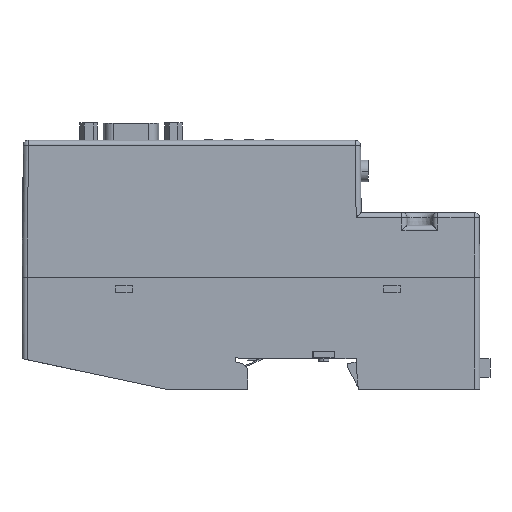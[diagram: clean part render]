
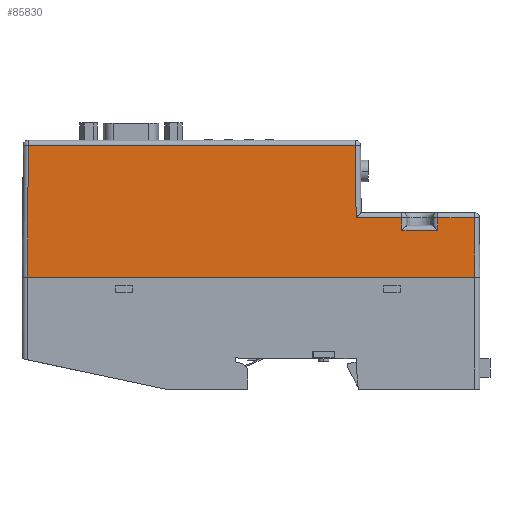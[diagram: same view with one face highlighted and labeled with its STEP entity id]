
A CAD part, left-side view. The second image highlights one B-rep face of the part: STEP entity #85830.
In plain terms, the highlighted face is planar.
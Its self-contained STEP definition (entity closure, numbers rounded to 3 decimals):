
#1198 = DIRECTION ( 'NONE',  ( 0.009, 1., -0.009 ) ) ;
#2039 = CARTESIAN_POINT ( 'NONE',  ( -38.262, 46.793, 88.267 ) ) ;
#2813 = CARTESIAN_POINT ( 'NONE',  ( -38.042, 71.893, -32.481 ) ) ;
#3573 = DIRECTION ( 'NONE',  ( 0., 0., -1. ) ) ;
#3729 = EDGE_CURVE ( 'NONE', #65697, #48388, #17733, .T. ) ;
#7025 = ORIENTED_EDGE ( 'NONE', *, *, #59038, .T. ) ;
#8183 = CARTESIAN_POINT ( 'NONE',  ( -38.228, 50.593, 99.026 ) ) ;
#10708 = VECTOR ( 'NONE', #90704, 1000. ) ;
#11003 = CARTESIAN_POINT ( 'NONE',  ( -38.228, 50.593, 88.3 ) ) ;
#12739 = ORIENTED_EDGE ( 'NONE', *, *, #96241, .T. ) ;
#14763 = ORIENTED_EDGE ( 'NONE', *, *, #90420, .T. ) ;
#15571 = DIRECTION ( 'NONE',  ( 0., 0., -1. ) ) ;
#16177 = LINE ( 'NONE', #90695, #70670 ) ;
#16991 = DIRECTION ( 'NONE',  ( 0., 0., -1. ) ) ;
#17122 = DIRECTION ( 'NONE',  ( 0.009, 1., -0.009 ) ) ;
#17733 = LINE ( 'NONE', #42970, #105453 ) ;
#17879 = PLANE ( 'NONE',  #76750 ) ;
#18198 = LINE ( 'NONE', #52955, #118357 ) ;
#19658 = CARTESIAN_POINT ( 'NONE',  ( -38.416, 29.089, -46.02 ) ) ;
#21597 = CARTESIAN_POINT ( 'NONE',  ( -38.228, 50.593, 88.3 ) ) ;
#21649 = VERTEX_POINT ( 'NONE', #74801 ) ;
#21920 = VECTOR ( 'NONE', #65279, 1000. ) ;
#22923 = VECTOR ( 'NONE', #28542, 1000. ) ;
#23957 = CARTESIAN_POINT ( 'NONE',  ( -38.262, 46.793, 77.693 ) ) ;
#28542 = DIRECTION ( 'NONE',  ( -0.009, -1., -0.009 ) ) ;
#30013 = DIRECTION ( 'NONE',  ( 0., 0., 1. ) ) ;
#33320 = EDGE_CURVE ( 'NONE', #61100, #21649, #34831, .T. ) ;
#34102 = VERTEX_POINT ( 'NONE', #44512 ) ;
#34831 = LINE ( 'NONE', #71461, #10708 ) ;
#34846 = VERTEX_POINT ( 'NONE', #2039 ) ;
#37338 = CARTESIAN_POINT ( 'NONE',  ( -38.228, 50.593, 64.179 ) ) ;
#37391 = LINE ( 'NONE', #105841, #52853 ) ;
#38300 = CARTESIAN_POINT ( 'NONE',  ( -38.042, 71.893, 63.993 ) ) ;
#38995 = ORIENTED_EDGE ( 'NONE', *, *, #69240, .T. ) ;
#39744 = LINE ( 'NONE', #76379, #77464 ) ;
#42806 = VECTOR ( 'NONE', #1198, 1000. ) ;
#42970 = CARTESIAN_POINT ( 'NONE',  ( -38.228, 50.593, 64.179 ) ) ;
#44512 = CARTESIAN_POINT ( 'NONE',  ( -38.228, 50.593, 99.026 ) ) ;
#44856 = DIRECTION ( 'NONE',  ( 0., 0., 1. ) ) ;
#48388 = VERTEX_POINT ( 'NONE', #38300 ) ;
#52830 = VERTEX_POINT ( 'NONE', #80105 ) ;
#52853 = VECTOR ( 'NONE', #3573, 1000. ) ;
#52955 = CARTESIAN_POINT ( 'NONE',  ( -38.228, 50.593, 77.66 ) ) ;
#56481 = VERTEX_POINT ( 'NONE', #89894 ) ;
#57198 = EDGE_LOOP ( 'NONE', ( #71848, #66765, #38995, #90997, #14763, #7025, #89397, #63546, #66802, #12739 ) ) ;
#59038 = EDGE_CURVE ( 'NONE', #101116, #52830, #68367, .T. ) ;
#61100 = VERTEX_POINT ( 'NONE', #105003 ) ;
#63546 = ORIENTED_EDGE ( 'NONE', *, *, #3729, .T. ) ;
#65279 = DIRECTION ( 'NONE',  ( -0.009, -1., 0.009 ) ) ;
#65697 = VERTEX_POINT ( 'NONE', #37338 ) ;
#66765 = ORIENTED_EDGE ( 'NONE', *, *, #102504, .F. ) ;
#66802 = ORIENTED_EDGE ( 'NONE', *, *, #85498, .F. ) ;
#68367 = LINE ( 'NONE', #23957, #42806 ) ;
#68368 = LINE ( 'NONE', #2813, #88252 ) ;
#69240 = EDGE_CURVE ( 'NONE', #34102, #91268, #16177, .T. ) ;
#70670 = VECTOR ( 'NONE', #15571, 1000. ) ;
#71461 = CARTESIAN_POINT ( 'NONE',  ( -38.382, 32.98, -32.82 ) ) ;
#71848 = ORIENTED_EDGE ( 'NONE', *, *, #33320, .T. ) ;
#72540 = FACE_OUTER_BOUND ( 'NONE', #57198, .T. ) ;
#73587 = LINE ( 'NONE', #11003, #22923 ) ;
#74801 = CARTESIAN_POINT ( 'NONE',  ( -38.382, 32.98, 99.18 ) ) ;
#76379 = CARTESIAN_POINT ( 'NONE',  ( -38.042, 71.893, -32.481 ) ) ;
#76750 = AXIS2_PLACEMENT_3D ( 'NONE', #19658, #91174, #44856 ) ;
#77464 = VECTOR ( 'NONE', #112982, 1000. ) ;
#80105 = CARTESIAN_POINT ( 'NONE',  ( -38.228, 50.593, 77.66 ) ) ;
#85498 = EDGE_CURVE ( 'NONE', #56481, #48388, #68368, .T. ) ;
#85830 = ADVANCED_FACE ( 'NONE', ( #72540 ), #17879, .T. ) ;
#88252 = VECTOR ( 'NONE', #30013, 1000. ) ;
#89397 = ORIENTED_EDGE ( 'NONE', *, *, #90946, .T. ) ;
#89894 = CARTESIAN_POINT ( 'NONE',  ( -38.042, 71.893, -32.481 ) ) ;
#90420 = EDGE_CURVE ( 'NONE', #34846, #101116, #37391, .T. ) ;
#90695 = CARTESIAN_POINT ( 'NONE',  ( -38.228, 50.593, 99.026 ) ) ;
#90704 = DIRECTION ( 'NONE',  ( 0., 0., 1. ) ) ;
#90946 = EDGE_CURVE ( 'NONE', #52830, #65697, #18198, .T. ) ;
#90997 = ORIENTED_EDGE ( 'NONE', *, *, #117196, .T. ) ;
#91174 = DIRECTION ( 'NONE',  ( -1., 0.009, 0. ) ) ;
#91268 = VERTEX_POINT ( 'NONE', #21597 ) ;
#96241 = EDGE_CURVE ( 'NONE', #56481, #61100, #39744, .T. ) ;
#101116 = VERTEX_POINT ( 'NONE', #113388 ) ;
#102504 = EDGE_CURVE ( 'NONE', #34102, #21649, #110961, .T. ) ;
#105003 = CARTESIAN_POINT ( 'NONE',  ( -38.382, 32.98, -32.82 ) ) ;
#105453 = VECTOR ( 'NONE', #17122, 1000. ) ;
#105841 = CARTESIAN_POINT ( 'NONE',  ( -38.262, 46.793, 88.267 ) ) ;
#110961 = LINE ( 'NONE', #8183, #21920 ) ;
#112982 = DIRECTION ( 'NONE',  ( -0.009, -1., -0.009 ) ) ;
#113388 = CARTESIAN_POINT ( 'NONE',  ( -38.262, 46.793, 77.693 ) ) ;
#117196 = EDGE_CURVE ( 'NONE', #91268, #34846, #73587, .T. ) ;
#118357 = VECTOR ( 'NONE', #16991, 1000. ) ;
